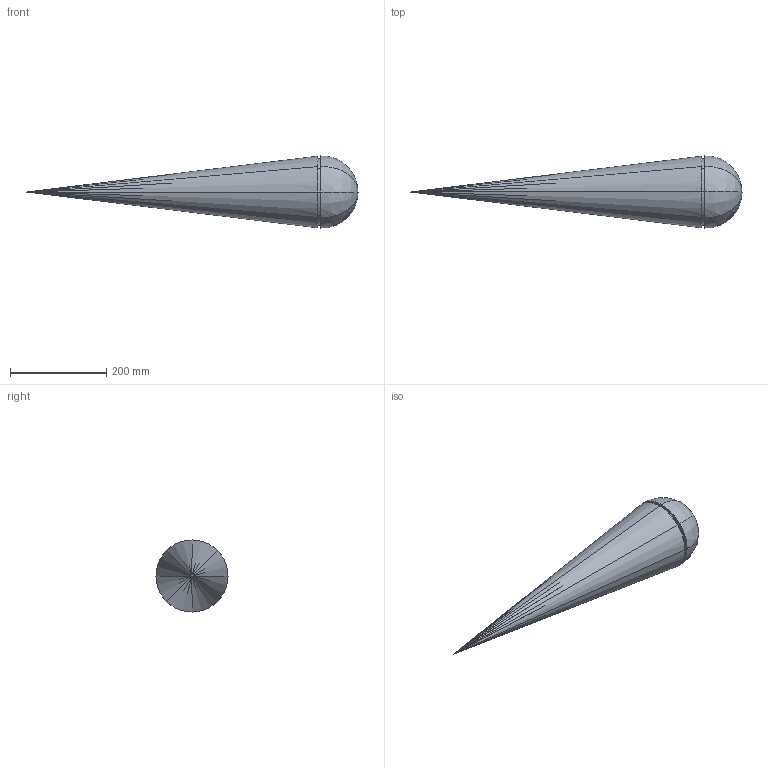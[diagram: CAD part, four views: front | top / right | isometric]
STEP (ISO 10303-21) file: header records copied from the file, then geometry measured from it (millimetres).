
FILE_DESCRIPTION(('FreeCAD Model'),'2;1');
FILE_NAME('Open CASCADE Shape Model','2021-05-14T10:44:48',('Author'),( ''),'Open CASCADE STEP processor 7.5','FreeCAD','Unknown');
FILE_SCHEMA(('AUTOMOTIVE_DESIGN { 1 0 10303 214 1 1 1 1 }'));
Length unit declared in the file: millimetre
Products named in the file (1): Array001
Bounding box: 689.03 x 149.61 x 149.61 mm (x, y, z)
Surface area: 186955.3 mm2 (no closed solid volume)
Topology: 0 solids, 40 shells, 40 faces, 160 edges, 144 vertices
Faces by surface type: cone 16, revolution 16, plane 8
Entity records: 6323 total; most frequent: CARTESIAN_POINT 4081, DIRECTION 274, B_SPLINE_CURVE_WITH_KNOTS 160, ORIENTED_EDGE 144, EDGE_CURVE 144, VERTEX_POINT 144, SURFACE_CURVE 144, PCURVE 144
